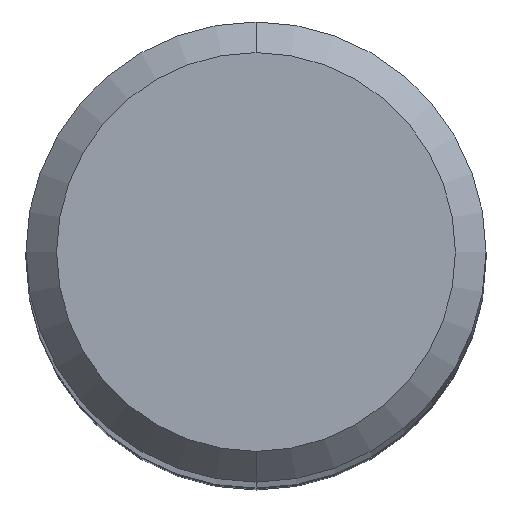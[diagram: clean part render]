
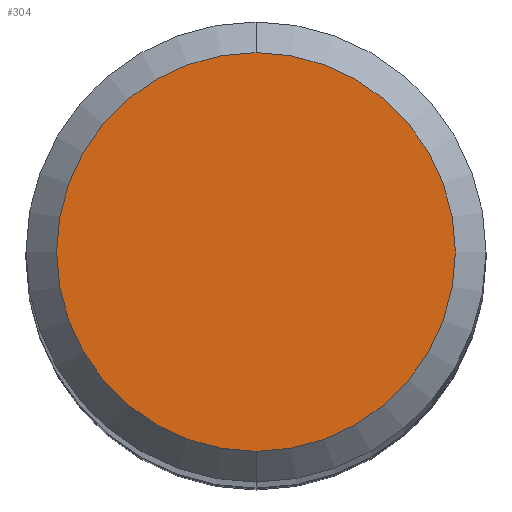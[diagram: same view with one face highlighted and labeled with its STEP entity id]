
A CAD part, top view. The second image highlights one B-rep face of the part: STEP entity #304.
In plain terms, the highlighted planar face has unit normal (0, 0, 1).
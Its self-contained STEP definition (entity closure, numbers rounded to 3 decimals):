
#234=VERTEX_POINT('',#568);
#304=ADVANCED_FACE('',(#643),#644,.T.);
#360=EDGE_CURVE('',#234,#408,#707,.T.);
#408=VERTEX_POINT('',#764);
#428=EDGE_CURVE('',#408,#234,#787,.T.);
#568=CARTESIAN_POINT('',(0.,-2.6,0.0));
#643=FACE_OUTER_BOUND('',#1119,.T.);
#644=PLANE('',#1120);
#707=CIRCLE('',#1280,2.6);
#764=CARTESIAN_POINT('',(0.0,2.6,0.0));
#787=CIRCLE('',#1425,2.6);
#1119=EDGE_LOOP('',(#1665,#1666));
#1120=AXIS2_PLACEMENT_3D('',#1667,#1668,#1669);
#1280=AXIS2_PLACEMENT_3D('',#1748,#1749,#1750);
#1425=AXIS2_PLACEMENT_3D('',#1861,#1862,#1863);
#1665=ORIENTED_EDGE('',*,*,#428,.F.);
#1666=ORIENTED_EDGE('',*,*,#360,.F.);
#1667=CARTESIAN_POINT('',(0.0,1.3,0.0));
#1668=DIRECTION('',(-0.0,0.0,1.0));
#1669=DIRECTION('',(0.0,-1.0,0.0));
#1748=CARTESIAN_POINT('',(0.0,0.0,0.0));
#1749=DIRECTION('',(0.0,0.0,-1.0));
#1750=DIRECTION('',(0.0,1.0,0.0));
#1861=CARTESIAN_POINT('',(0.0,0.0,0.0));
#1862=DIRECTION('',(0.0,0.0,-1.0));
#1863=DIRECTION('',(0.0,1.0,0.0));
